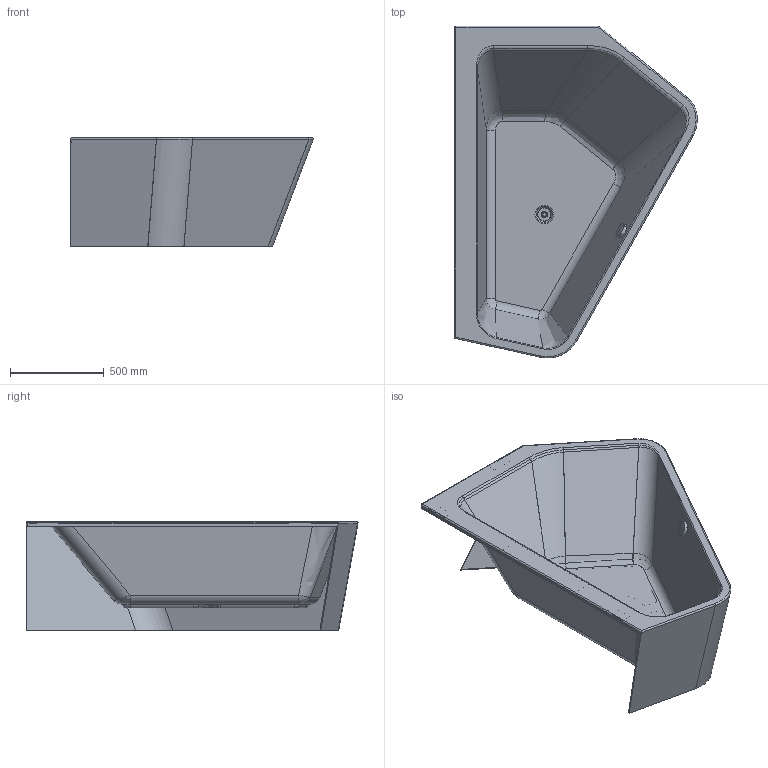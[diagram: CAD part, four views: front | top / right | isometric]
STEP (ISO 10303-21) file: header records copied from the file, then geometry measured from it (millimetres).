
FILE_DESCRIPTION((''),'2;1');
FILE_NAME('700395.stp','2015-05-29T07:50:44',('Administrator'),(''),'Autodesk Inventor 2011','Autodesk Inventor 2011','');
FILE_SCHEMA(('CONFIG_CONTROL_DESIGN'));
Length unit declared in the file: millimetre
Products named in the file (4): 700395; Stopfen PAIOVA 5; Verschluss_Ueberlauf PAIOVA 5
Assembly tree (3 placements, depth 2):
  700395
    700395
    Stopfen PAIOVA 5
    Verschluss_Ueberlauf PAIOVA 5
Bounding box: 1293.94 x 1770.06 x 580 mm (x, y, z)
Volume: 31142888.6 mm3; surface area: 9099603.6 mm2
Topology: 3 solids, 3 shells, 312 faces, 826 edges, 508 vertices
Faces by surface type: plane 142, cylinder 87, bspline 61, torus 10, sphere 7, cone 5
Full cylindrical faces by diameter (mm): 9.2 x1, 13 x1, 14.5 x1, 24 x1, 29.2 x1, 32 x2, 52 x2, 72 x1
Entity records: 17126 total; most frequent: CARTESIAN_POINT 9457, ORIENTED_EDGE 1582, DIRECTION 1459, EDGE_CURVE 791, AXIS2_PLACEMENT_3D 518, VERTEX_POINT 498, VECTOR 423, LINE 423
